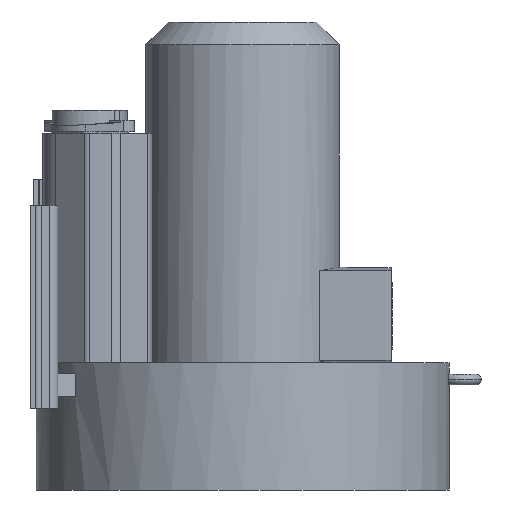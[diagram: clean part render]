
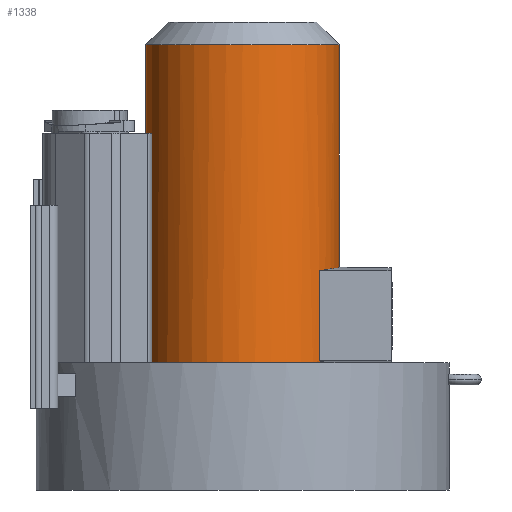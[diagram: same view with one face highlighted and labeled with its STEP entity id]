
A CAD part, left-side view. The second image highlights one B-rep face of the part: STEP entity #1338.
In plain terms, the highlighted cylindrical face has radius 85.7 mm (diameter 171.4 mm), a partial arc.
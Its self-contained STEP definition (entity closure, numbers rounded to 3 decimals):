
#395=CYLINDRICAL_SURFACE('',#5678,85.7);
#482=LINE('',#7885,#879);
#483=LINE('',#7889,#880);
#623=LINE('',#8578,#1020);
#879=VECTOR('',#6132,1.);
#880=VECTOR('',#6135,1.);
#1020=VECTOR('',#6719,1.);
#1338=ADVANCED_FACE('',(#1601),#395,.T.);
#1601=FACE_OUTER_BOUND('',#1846,.T.);
#1846=EDGE_LOOP('',(#2873,#2874,#2875,#2876,#2877,#2878,#2879));
#2214=CIRCLE('',#5627,85.7);
#2244=CIRCLE('',#5677,85.7);
#2873=ORIENTED_EDGE('',*,*,#4950,.F.);
#2874=ORIENTED_EDGE('',*,*,#4642,.F.);
#2875=ORIENTED_EDGE('',*,*,#4951,.T.);
#2876=ORIENTED_EDGE('',*,*,#4640,.T.);
#2877=ORIENTED_EDGE('',*,*,#4864,.F.);
#2878=ORIENTED_EDGE('',*,*,#4952,.F.);
#2879=ORIENTED_EDGE('',*,*,#4953,.F.);
#4067=VERTEX_POINT('',#7875);
#4070=VERTEX_POINT('',#7884);
#4071=VERTEX_POINT('',#7886);
#4072=VERTEX_POINT('',#7888);
#4277=VERTEX_POINT('',#8375);
#4340=VERTEX_POINT('',#8571);
#4341=VERTEX_POINT('',#8577);
#4640=EDGE_CURVE('',#4071,#4070,#482,.T.);
#4642=EDGE_CURVE('',#4072,#4067,#483,.T.);
#4864=EDGE_CURVE('',#4277,#4070,#2214,.T.);
#4950=EDGE_CURVE('',#4067,#4340,#5425,.T.);
#4951=EDGE_CURVE('',#4072,#4071,#2244,.T.);
#4952=EDGE_CURVE('',#4341,#4277,#5426,.T.);
#4953=EDGE_CURVE('',#4340,#4341,#623,.T.);
#5425=B_SPLINE_CURVE_WITH_KNOTS('',3,(#8565,#8566,#8567,#8568,#8569,#8570),
 .UNSPECIFIED.,.F.,.F.,(4,2,4),(0.,0.5,1.),.UNSPECIFIED.);
#5426=B_SPLINE_CURVE_WITH_KNOTS('',3,(#8573,#8574,#8575,#8576),
 .UNSPECIFIED.,.F.,.F.,(4,4),(0.,1.),.UNSPECIFIED.);
#5627=AXIS2_PLACEMENT_3D('',#8377,#6568,#6569);
#5677=AXIS2_PLACEMENT_3D('',#8572,#6717,#6718);
#5678=AXIS2_PLACEMENT_3D('',#8579,#6720,#6721);
#6132=DIRECTION('',(0.,0.,-1.));
#6135=DIRECTION('',(0.,0.,-1.));
#6568=DIRECTION('',(0.,0.,-1.));
#6569=DIRECTION('',(0.,-1.,0.));
#6717=DIRECTION('',(0.,0.,-1.));
#6718=DIRECTION('',(0.,-1.,0.));
#6719=DIRECTION('',(0.,0.,-1.));
#6720=DIRECTION('',(0.,0.,1.));
#6721=DIRECTION('',(0.,1.,0.));
#7875=CARTESIAN_POINT('',(0.,-85.7,169.355));
#7884=CARTESIAN_POINT('',(0.,85.7,85.));
#7885=CARTESIAN_POINT('',(0.,85.7,85.));
#7886=CARTESIAN_POINT('',(0.,85.7,366.7));
#7888=CARTESIAN_POINT('',(0.,-85.7,366.7));
#7889=CARTESIAN_POINT('',(0.,-85.7,85.));
#8375=CARTESIAN_POINT('',(-34.738,-78.344,85.));
#8377=CARTESIAN_POINT('',(0.,0.,85.));
#8565=CARTESIAN_POINT('',(0.,-85.7,169.355));
#8566=CARTESIAN_POINT('',(-9.493,-85.7,169.363));
#8567=CARTESIAN_POINT('',(-18.719,-84.165,169.073));
#8568=CARTESIAN_POINT('',(-36.642,-78.048,167.991));
#8569=CARTESIAN_POINT('',(-44.878,-73.619,167.228));
#8570=CARTESIAN_POINT('',(-52.36,-67.845,166.363));
#8571=CARTESIAN_POINT('',(-52.36,-67.845,166.363));
#8572=CARTESIAN_POINT('',(0.,0.,366.7));
#8573=CARTESIAN_POINT('',(-52.36,-67.845,86.609));
#8574=CARTESIAN_POINT('',(-46.912,-72.049,86.009));
#8575=CARTESIAN_POINT('',(-41.04,-75.55,85.457));
#8576=CARTESIAN_POINT('',(-34.738,-78.344,85.));
#8577=CARTESIAN_POINT('',(-52.36,-67.845,86.609));
#8578=CARTESIAN_POINT('',(-52.36,-67.845,85.));
#8579=CARTESIAN_POINT('',(0.,0.,85.));
